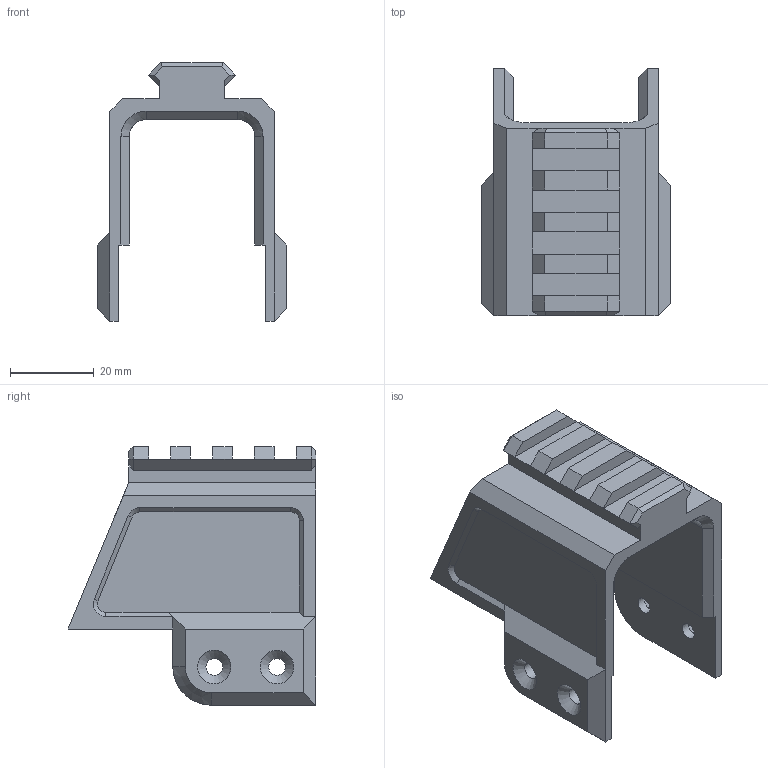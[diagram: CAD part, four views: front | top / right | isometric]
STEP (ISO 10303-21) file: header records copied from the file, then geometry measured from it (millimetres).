
FILE_DESCRIPTION(('HOOPS Exchange Step'),'2;1');
FILE_NAME('temp_export','2023-01-09T12:11:27+09:00',('mobile'),('Shapr3D Limited'),'HOOPS Exchange 2022.1','Shapr3D','Authorized');
FILE_SCHEMA( ('AUTOMOTIVE_DESIGN { 1 0 10303 214 1 1 1 1 }') );
Length unit declared in the file: millimetre
Products named in the file (1): T
Bounding box: 45.3 x 59.26 x 61.84 mm (x, y, z)
Volume: 31844.7 mm3; surface area: 15669.5 mm2
Topology: 1 solids, 1 shells, 123 faces, 327 edges, 208 vertices
Faces by surface type: plane 101, cone 12, cylinder 8, bspline 2
Full cylindrical faces by diameter (mm): 4 x4
Entity records: 3833 total; most frequent: CARTESIAN_POINT 733, ORIENTED_EDGE 654, DIRECTION 599, EDGE_CURVE 327, VECTOR 291, LINE 291, VERTEX_POINT 208, AXIS2_PLACEMENT_3D 154
